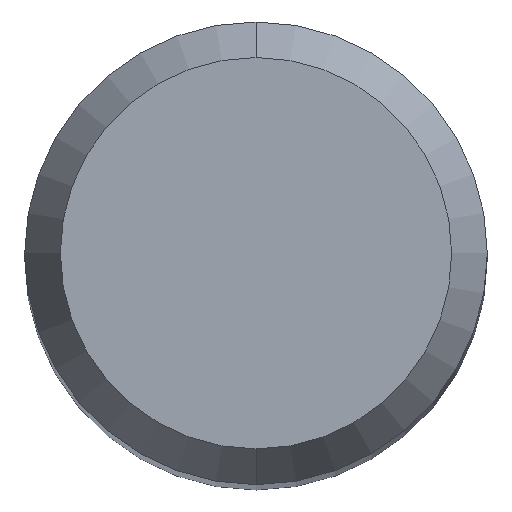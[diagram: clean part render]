
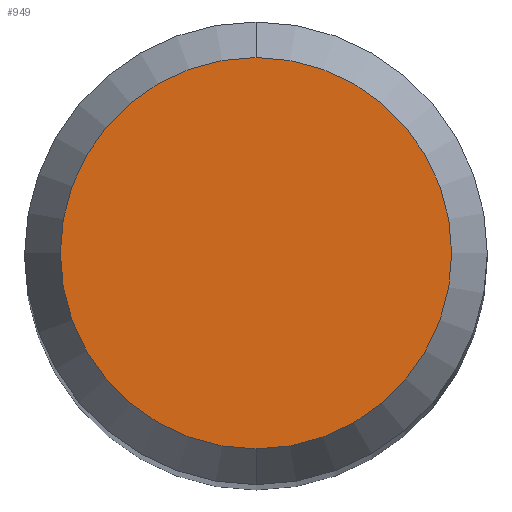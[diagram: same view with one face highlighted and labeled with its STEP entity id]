
A CAD part, top view. The second image highlights one B-rep face of the part: STEP entity #949.
In plain terms, the highlighted planar face has unit normal (0, 0, 1).
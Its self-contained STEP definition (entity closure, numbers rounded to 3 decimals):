
#871=EDGE_CURVE('',#975,#1041,#1813,.T.);
#919=EDGE_CURVE('',#1041,#975,#1866,.T.);
#949=ADVANCED_FACE('',(#1896),#1897,.T.);
#975=VERTEX_POINT('',#1926);
#1041=VERTEX_POINT('',#2000);
#1813=CIRCLE('',#5297,2.538);
#1866=CIRCLE('',#5835,2.538);
#1896=FACE_OUTER_BOUND('',#5927,.T.);
#1897=PLANE('',#5928);
#1926=CARTESIAN_POINT('',(0.,-2.538,0.0));
#2000=CARTESIAN_POINT('',(0.0,2.538,0.0));
#5297=AXIS2_PLACEMENT_3D('',#9843,#9844,#9845);
#5835=AXIS2_PLACEMENT_3D('',#9908,#9909,#9910);
#5927=EDGE_LOOP('',(#9912,#9913));
#5928=AXIS2_PLACEMENT_3D('',#9914,#9915,#9916);
#9843=CARTESIAN_POINT('',(0.0,0.0,0.0));
#9844=DIRECTION('',(0.0,0.0,-1.0));
#9845=DIRECTION('',(0.0,1.0,0.0));
#9908=CARTESIAN_POINT('',(0.0,0.0,0.0));
#9909=DIRECTION('',(0.0,0.0,-1.0));
#9910=DIRECTION('',(0.0,1.0,0.0));
#9912=ORIENTED_EDGE('',*,*,#919,.F.);
#9913=ORIENTED_EDGE('',*,*,#871,.F.);
#9914=CARTESIAN_POINT('',(0.0,1.269,0.0));
#9915=DIRECTION('',(-0.0,0.0,1.0));
#9916=DIRECTION('',(0.0,-1.0,0.0));
